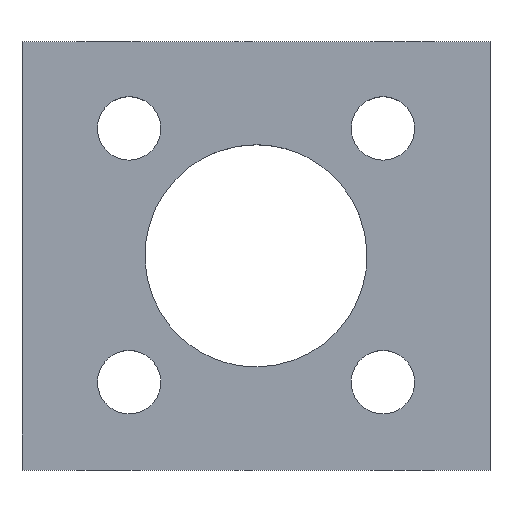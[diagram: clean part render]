
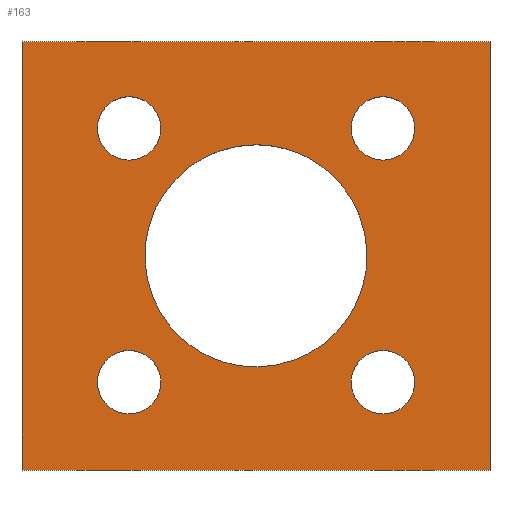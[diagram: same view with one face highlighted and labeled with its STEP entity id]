
A CAD part, top view. The second image highlights one B-rep face of the part: STEP entity #163.
In plain terms, the highlighted planar face has unit normal (0, 0, 1).
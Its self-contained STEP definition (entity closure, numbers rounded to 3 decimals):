
#5 = DIRECTION ( 'NONE',  ( -1., 0., 0. ) ) ;
#9 = FACE_BOUND ( 'NONE', #942, .T. ) ;
#18 = EDGE_CURVE ( 'NONE', #103, #664, #617, .T. ) ;
#25 = CARTESIAN_POINT ( 'NONE',  ( 22.751, 21.535, -7.805 ) ) ;
#33 = CARTESIAN_POINT ( 'NONE',  ( 20.751, 21.535, -7.805 ) ) ;
#46 = DIRECTION ( 'NONE',  ( 0., 0., -1. ) ) ;
#47 = AXIS2_PLACEMENT_3D ( 'NONE', #78, #858, #206 ) ;
#55 = EDGE_LOOP ( 'NONE', ( #386, #579 ) ) ;
#57 = CARTESIAN_POINT ( 'NONE',  ( 6.751, 5.535, -7.805 ) ) ;
#60 = CARTESIAN_POINT ( 'NONE',  ( 0., 27., -7.805 ) ) ;
#64 = EDGE_CURVE ( 'NONE', #469, #946, #922, .T. ) ;
#76 = ORIENTED_EDGE ( 'NONE', *, *, #64, .T. ) ;
#78 = CARTESIAN_POINT ( 'NONE',  ( 6.751, 21.535, -7.805 ) ) ;
#82 = VERTEX_POINT ( 'NONE', #725 ) ;
#86 = ORIENTED_EDGE ( 'NONE', *, *, #716, .T. ) ;
#96 = CIRCLE ( 'NONE', #637, 2. ) ;
#97 = ORIENTED_EDGE ( 'NONE', *, *, #240, .F. ) ;
#103 = VERTEX_POINT ( 'NONE', #488 ) ;
#131 = CARTESIAN_POINT ( 'NONE',  ( 6.751, 21.535, -7.805 ) ) ;
#159 = CARTESIAN_POINT ( 'NONE',  ( 0., 27., -7.805 ) ) ;
#163 = ADVANCED_FACE ( 'NONE', ( #788, #411, #9, #328, #941, #397 ), #633, .F. ) ;
#173 = DIRECTION ( 'NONE',  ( -1., 0., 0. ) ) ;
#177 = AXIS2_PLACEMENT_3D ( 'NONE', #267, #46, #371 ) ;
#180 =( BOUNDED_CURVE ( )  B_SPLINE_CURVE ( 3, ( #643, #652, #487, #954 ),
 .UNSPECIFIED., .F., .T. ) 
 B_SPLINE_CURVE_WITH_KNOTS ( ( 4, 4 ),
 ( 0., 3.142 ),
 .UNSPECIFIED. ) 
 CURVE ( )  GEOMETRIC_REPRESENTATION_ITEM ( )  RATIONAL_B_SPLINE_CURVE ( ( 1., 0.333, 0.333, 1. ) ) 
 REPRESENTATION_ITEM ( '' )  );
#189 = LINE ( 'NONE', #268, #462 ) ;
#203 = ORIENTED_EDGE ( 'NONE', *, *, #998, .T. ) ;
#206 = DIRECTION ( 'NONE',  ( -1., 0., 0. ) ) ;
#212 = CIRCLE ( 'NONE', #993, 2. ) ;
#213 = EDGE_CURVE ( 'NONE', #574, #888, #96, .T. ) ;
#219 = DIRECTION ( 'NONE',  ( -1., 0., 0. ) ) ;
#238 = LINE ( 'NONE', #877, #886 ) ;
#240 = EDGE_CURVE ( 'NONE', #469, #103, #189, .T. ) ;
#251 = DIRECTION ( 'NONE',  ( 0., 0., -1. ) ) ;
#267 = CARTESIAN_POINT ( 'NONE',  ( 22.751, 21.535, -7.805 ) ) ;
#268 = CARTESIAN_POINT ( 'NONE',  ( 29.5, 0., -7.805 ) ) ;
#270 = VERTEX_POINT ( 'NONE', #517 ) ;
#293 = CARTESIAN_POINT ( 'NONE',  ( 22.751, 5.535, -7.805 ) ) ;
#302 = EDGE_LOOP ( 'NONE', ( #86, #842 ) ) ;
#308 = VERTEX_POINT ( 'NONE', #744 ) ;
#315 = CARTESIAN_POINT ( 'NONE',  ( 14.749, 6.5, -7.805 ) ) ;
#328 = FACE_BOUND ( 'NONE', #55, .T. ) ;
#335 = ORIENTED_EDGE ( 'NONE', *, *, #18, .F. ) ;
#342 = CARTESIAN_POINT ( 'NONE',  ( 0.749, 20.5, -7.805 ) ) ;
#344 = VECTOR ( 'NONE', #373, 1000. ) ;
#366 = AXIS2_PLACEMENT_3D ( 'NONE', #25, #486, #651 ) ;
#369 = ORIENTED_EDGE ( 'NONE', *, *, #568, .T. ) ;
#371 = DIRECTION ( 'NONE',  ( -1., 0., 0. ) ) ;
#373 = DIRECTION ( 'NONE',  ( -1., 0., 0. ) ) ;
#382 = DIRECTION ( 'NONE',  ( -1., 0., 0. ) ) ;
#384 = EDGE_CURVE ( 'NONE', #1003, #308, #494, .T. ) ;
#385 = VERTEX_POINT ( 'NONE', #477 ) ;
#386 = ORIENTED_EDGE ( 'NONE', *, *, #384, .T. ) ;
#388 =( BOUNDED_CURVE ( )  B_SPLINE_CURVE ( 3, ( #795, #342, #505, #421 ),
 .UNSPECIFIED., .F., .T. ) 
 B_SPLINE_CURVE_WITH_KNOTS ( ( 4, 4 ),
 ( 3.142, 6.283 ),
 .UNSPECIFIED. ) 
 CURVE ( )  GEOMETRIC_REPRESENTATION_ITEM ( )  RATIONAL_B_SPLINE_CURVE ( ( 1., 0.333, 0.333, 1. ) ) 
 REPRESENTATION_ITEM ( '' )  );
#397 = FACE_OUTER_BOUND ( 'NONE', #982, .T. ) ;
#408 = ORIENTED_EDGE ( 'NONE', *, *, #552, .F. ) ;
#411 = FACE_BOUND ( 'NONE', #302, .T. ) ;
#415 = DIRECTION ( 'NONE',  ( 0., 1., 0. ) ) ;
#421 = CARTESIAN_POINT ( 'NONE',  ( 14.749, 6.5, -7.805 ) ) ;
#426 = DIRECTION ( 'NONE',  ( 0., -1., 0. ) ) ;
#432 = CARTESIAN_POINT ( 'NONE',  ( 14.749, 20.5, -7.805 ) ) ;
#437 = ORIENTED_EDGE ( 'NONE', *, *, #729, .T. ) ;
#462 = VECTOR ( 'NONE', #426, 1000. ) ;
#469 = VERTEX_POINT ( 'NONE', #715 ) ;
#474 = EDGE_CURVE ( 'NONE', #660, #768, #388, .T. ) ;
#476 = DIRECTION ( 'NONE',  ( 0., 0., -1. ) ) ;
#477 = CARTESIAN_POINT ( 'NONE',  ( 24.751, 21.535, -7.805 ) ) ;
#486 = DIRECTION ( 'NONE',  ( 0., 0., -1. ) ) ;
#487 = CARTESIAN_POINT ( 'NONE',  ( 28.749, 20.5, -7.805 ) ) ;
#488 = CARTESIAN_POINT ( 'NONE',  ( 29.5, 0., -7.805 ) ) ;
#490 = CARTESIAN_POINT ( 'NONE',  ( 20.751, 5.535, -7.805 ) ) ;
#492 = CARTESIAN_POINT ( 'NONE',  ( 24.751, 5.535, -7.805 ) ) ;
#494 = CIRCLE ( 'NONE', #47, 2. ) ;
#505 = CARTESIAN_POINT ( 'NONE',  ( 0.749, 6.5, -7.805 ) ) ;
#512 = VECTOR ( 'NONE', #219, 1000. ) ;
#514 = CIRCLE ( 'NONE', #885, 2. ) ;
#517 = CARTESIAN_POINT ( 'NONE',  ( 8.751, 5.535, -7.805 ) ) ;
#525 = ORIENTED_EDGE ( 'NONE', *, *, #474, .F. ) ;
#535 = VERTEX_POINT ( 'NONE', #33 ) ;
#547 = AXIS2_PLACEMENT_3D ( 'NONE', #865, #707, #5 ) ;
#552 = EDGE_CURVE ( 'NONE', #768, #660, #180, .T. ) ;
#568 = EDGE_CURVE ( 'NONE', #270, #82, #212, .T. ) ;
#574 = VERTEX_POINT ( 'NONE', #492 ) ;
#577 = CIRCLE ( 'NONE', #595, 2. ) ;
#579 = ORIENTED_EDGE ( 'NONE', *, *, #598, .T. ) ;
#590 = DIRECTION ( 'NONE',  ( -1., 0., 0. ) ) ;
#591 = CARTESIAN_POINT ( 'NONE',  ( 22.751, 5.535, -7.805 ) ) ;
#595 = AXIS2_PLACEMENT_3D ( 'NONE', #57, #476, #1002 ) ;
#598 = EDGE_CURVE ( 'NONE', #308, #1003, #869, .T. ) ;
#617 = LINE ( 'NONE', #855, #344 ) ;
#619 = DIRECTION ( 'NONE',  ( 0., 0., -1. ) ) ;
#621 = EDGE_CURVE ( 'NONE', #385, #535, #655, .T. ) ;
#633 = PLANE ( 'NONE',  #547 ) ;
#634 = EDGE_LOOP ( 'NONE', ( #437, #369 ) ) ;
#637 = AXIS2_PLACEMENT_3D ( 'NONE', #591, #808, #173 ) ;
#643 = CARTESIAN_POINT ( 'NONE',  ( 14.749, 6.5, -7.805 ) ) ;
#651 = DIRECTION ( 'NONE',  ( -1., 0., 0. ) ) ;
#652 = CARTESIAN_POINT ( 'NONE',  ( 28.749, 6.5, -7.805 ) ) ;
#655 = CIRCLE ( 'NONE', #177, 2. ) ;
#660 = VERTEX_POINT ( 'NONE', #432 ) ;
#664 = VERTEX_POINT ( 'NONE', #839 ) ;
#673 = CARTESIAN_POINT ( 'NONE',  ( 4.751, 21.535, -7.805 ) ) ;
#707 = DIRECTION ( 'NONE',  ( 0., 0., -1. ) ) ;
#715 = CARTESIAN_POINT ( 'NONE',  ( 29.5, 27., -7.805 ) ) ;
#716 = EDGE_CURVE ( 'NONE', #888, #574, #514, .T. ) ;
#721 = CARTESIAN_POINT ( 'NONE',  ( 6.751, 5.535, -7.805 ) ) ;
#725 = CARTESIAN_POINT ( 'NONE',  ( 4.751, 5.535, -7.805 ) ) ;
#729 = EDGE_CURVE ( 'NONE', #82, #270, #577, .T. ) ;
#744 = CARTESIAN_POINT ( 'NONE',  ( 8.751, 21.535, -7.805 ) ) ;
#768 = VERTEX_POINT ( 'NONE', #315 ) ;
#788 = FACE_BOUND ( 'NONE', #634, .T. ) ;
#793 = ORIENTED_EDGE ( 'NONE', *, *, #621, .T. ) ;
#795 = CARTESIAN_POINT ( 'NONE',  ( 14.749, 20.5, -7.805 ) ) ;
#808 = DIRECTION ( 'NONE',  ( 0., 0., -1. ) ) ;
#812 = EDGE_LOOP ( 'NONE', ( #408, #525 ) ) ;
#815 = AXIS2_PLACEMENT_3D ( 'NONE', #131, #821, #590 ) ;
#821 = DIRECTION ( 'NONE',  ( 0., 0., -1. ) ) ;
#837 = CIRCLE ( 'NONE', #366, 2. ) ;
#839 = CARTESIAN_POINT ( 'NONE',  ( 0., 0., -7.805 ) ) ;
#842 = ORIENTED_EDGE ( 'NONE', *, *, #213, .T. ) ;
#855 = CARTESIAN_POINT ( 'NONE',  ( 0., 0., -7.805 ) ) ;
#858 = DIRECTION ( 'NONE',  ( 0., 0., -1. ) ) ;
#865 = CARTESIAN_POINT ( 'NONE',  ( 0., 0., -7.805 ) ) ;
#869 = CIRCLE ( 'NONE', #815, 2. ) ;
#877 = CARTESIAN_POINT ( 'NONE',  ( 0., 0., -7.805 ) ) ;
#878 = DIRECTION ( 'NONE',  ( -1., 0., 0. ) ) ;
#885 = AXIS2_PLACEMENT_3D ( 'NONE', #293, #619, #382 ) ;
#886 = VECTOR ( 'NONE', #415, 1000. ) ;
#888 = VERTEX_POINT ( 'NONE', #490 ) ;
#922 = LINE ( 'NONE', #60, #512 ) ;
#941 = FACE_BOUND ( 'NONE', #812, .T. ) ;
#942 = EDGE_LOOP ( 'NONE', ( #203, #793 ) ) ;
#946 = VERTEX_POINT ( 'NONE', #159 ) ;
#954 = CARTESIAN_POINT ( 'NONE',  ( 14.749, 20.5, -7.805 ) ) ;
#955 = EDGE_CURVE ( 'NONE', #664, #946, #238, .T. ) ;
#982 = EDGE_LOOP ( 'NONE', ( #97, #76, #986, #335 ) ) ;
#986 = ORIENTED_EDGE ( 'NONE', *, *, #955, .F. ) ;
#993 = AXIS2_PLACEMENT_3D ( 'NONE', #721, #251, #878 ) ;
#998 = EDGE_CURVE ( 'NONE', #535, #385, #837, .T. ) ;
#1002 = DIRECTION ( 'NONE',  ( -1., 0., 0. ) ) ;
#1003 = VERTEX_POINT ( 'NONE', #673 ) ;
